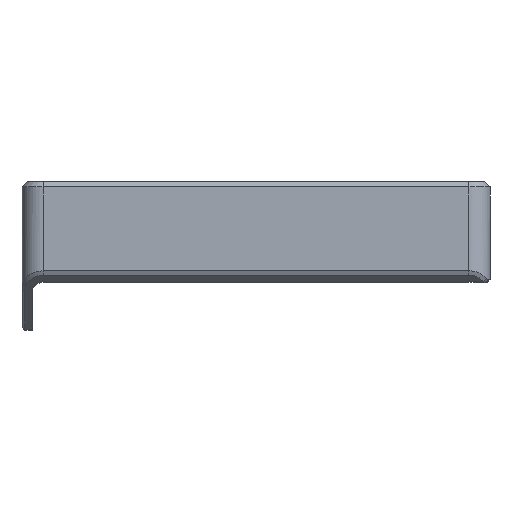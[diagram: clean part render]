
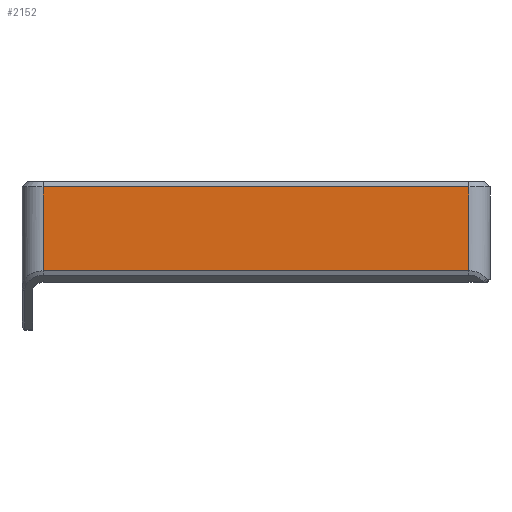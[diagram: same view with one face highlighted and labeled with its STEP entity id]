
A CAD part, left-side view. The second image highlights one B-rep face of the part: STEP entity #2152.
In plain terms, the highlighted planar face has unit normal (-1, 0, 0).
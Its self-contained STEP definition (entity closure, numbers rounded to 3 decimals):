
#203=FACE_OUTER_BOUND('',#325,.T.);
#325=EDGE_LOOP('',(#1509,#1510,#1511,#1512));
#482=LINE('',#3247,#697);
#489=LINE('',#3331,#704);
#490=LINE('',#3334,#705);
#491=LINE('',#3335,#706);
#697=VECTOR('',#2570,10.);
#704=VECTOR('',#2599,10.);
#705=VECTOR('',#2602,10.);
#706=VECTOR('',#2603,10.);
#915=VERTEX_POINT('',#3237);
#918=VERTEX_POINT('',#3245);
#928=VERTEX_POINT('',#3307);
#932=VERTEX_POINT('',#3333);
#1139=EDGE_CURVE('',#918,#915,#482,.T.);
#1158=EDGE_CURVE('',#915,#928,#489,.T.);
#1159=EDGE_CURVE('',#928,#932,#490,.T.);
#1160=EDGE_CURVE('',#932,#918,#491,.T.);
#1509=ORIENTED_EDGE('',*,*,#1159,.F.);
#1510=ORIENTED_EDGE('',*,*,#1158,.F.);
#1511=ORIENTED_EDGE('',*,*,#1139,.F.);
#1512=ORIENTED_EDGE('',*,*,#1160,.F.);
#2079=PLANE('',#2306);
#2152=ADVANCED_FACE('',(#203),#2079,.T.);
#2306=AXIS2_PLACEMENT_3D('',#3332,#2600,#2601);
#2570=DIRECTION('',(0.,-1.,0.));
#2599=DIRECTION('',(0.,0.,-1.));
#2600=DIRECTION('center_axis',(-1.,0.,0.));
#2601=DIRECTION('ref_axis',(0.,-1.,0.));
#2602=DIRECTION('',(0.,1.,0.));
#2603=DIRECTION('',(0.,0.,1.));
#3237=CARTESIAN_POINT('',(-4.,-78.2,8.));
#3245=CARTESIAN_POINT('',(-4.,2.,8.));
#3247=CARTESIAN_POINT('',(-4.,-16.05,8.));
#3307=CARTESIAN_POINT('',(-4.,-78.2,-7.822));
#3331=CARTESIAN_POINT('',(-4.,-78.2,0.));
#3332=CARTESIAN_POINT('Origin',(-4.,6.,0.));
#3333=CARTESIAN_POINT('',(-4.,2.,-7.822));
#3334=CARTESIAN_POINT('',(-4.,4.9,-7.822));
#3335=CARTESIAN_POINT('',(-4.,2.,0.));
